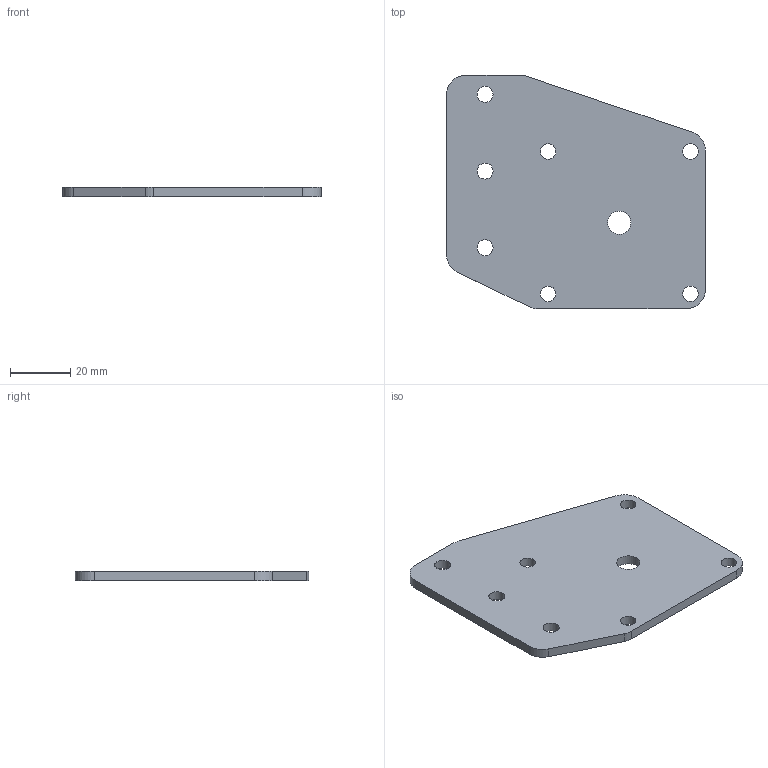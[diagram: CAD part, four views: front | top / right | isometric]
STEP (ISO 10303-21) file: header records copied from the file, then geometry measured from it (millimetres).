
FILE_DESCRIPTION(/* description */ (''),/* implementation_level */ '2;1');
FILE_NAME(/* name */ 'Diff Motor Bracket.stp',/* time_stamp */ '2025-03-06T19:51:12-05:00',/* author */ ('Jakeg'),/* organization */ (''),/* preprocessor_version */ 'ST-DEVELOPER v20',/* originating_system */ 'Autodesk Inventor 2025',/* authorisation */ '');
FILE_SCHEMA (('AUTOMOTIVE_DESIGN { 1 0 10303 214 3 1 1 }'));
Length unit declared in the file: inch
Products named in the file (1): Diff Motor Bracket
Bounding box: 85.65 x 77.34 x 3.17 mm (x, y, z)
Volume: 17763.9 mm3; surface area: 12551.5 mm2
Topology: 1 solids, 1 shells, 22 faces, 60 edges, 40 vertices
Faces by surface type: cylinder 14, plane 8
Full cylindrical faces by diameter (mm): 5.105 x4, 5.309 x3, 7.62 x1
Entity records: 789 total; most frequent: DIRECTION 134, CARTESIAN_POINT 123, ORIENTED_EDGE 120, EDGE_CURVE 60, AXIS2_PLACEMENT_3D 51, VERTEX_POINT 40, EDGE_LOOP 38, LINE 32
